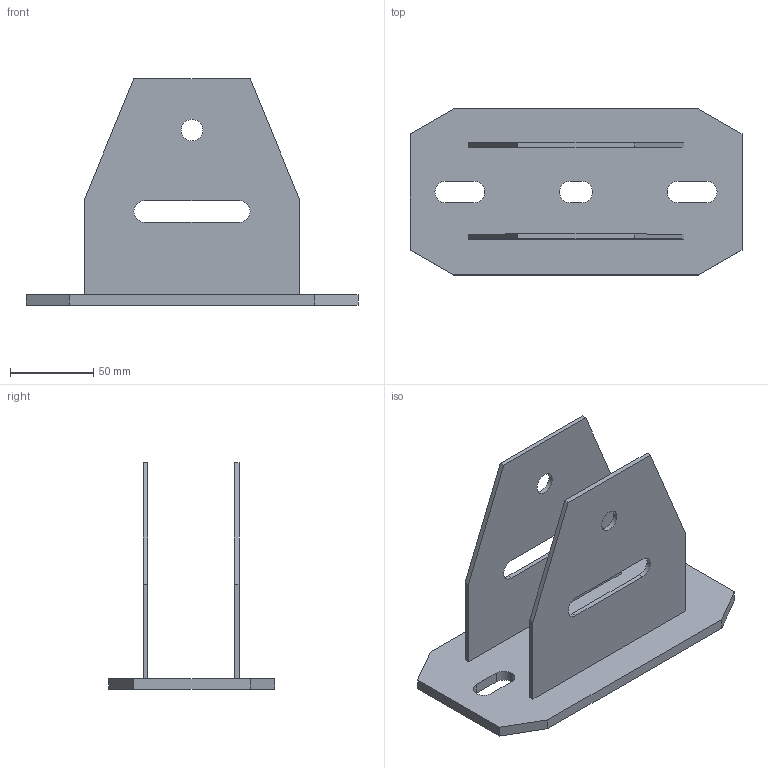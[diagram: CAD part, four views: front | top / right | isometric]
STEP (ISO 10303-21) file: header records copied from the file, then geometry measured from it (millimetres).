
FILE_DESCRIPTION((''),'2;1');
FILE_NAME('6349153_ASM','2012-08-17T',('AndreasKeweloh'),(''),'PRO/ENGINEER BY PARAMETRIC TECHNOLOGY CORPORATION, 2012130','PRO/ENGINEER BY PARAMETRIC TECHNOLOGY CORPORATION, 2012130','');
FILE_SCHEMA(('CONFIG_CONTROL_DESIGN'));
Length unit declared in the file: millimetre
Products named in the file (3): 6349153PLATTE_2; 6349153KOPFPLATTE_1; 6349153_ASM
Assembly tree (3 placements, depth 2):
  6349153_ASM
    6349153PLATTE_2  x2
    6349153KOPFPLATTE_1
Bounding box: 200 x 100 x 136.5 mm (x, y, z)
Volume: 197263 mm3; surface area: 100231.3 mm2
Topology: 3 solids, 3 shells, 272 faces, 708 edges, 472 vertices
Faces by surface type: plane 228, cylinder 28, extrusion 16
Entity records: 5123 total; most frequent: CARTESIAN_POINT 1293, ORIENTED_EDGE 786, DIRECTION 721, EDGE_CURVE 393, VECTOR 345, LINE 337, VERTEX_POINT 262, AXIS2_PLACEMENT_3D 188
